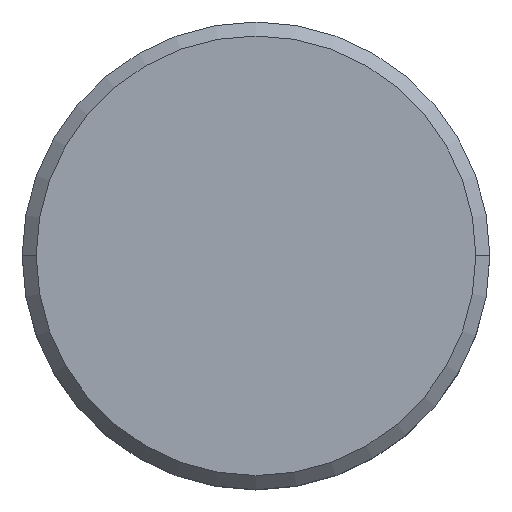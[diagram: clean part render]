
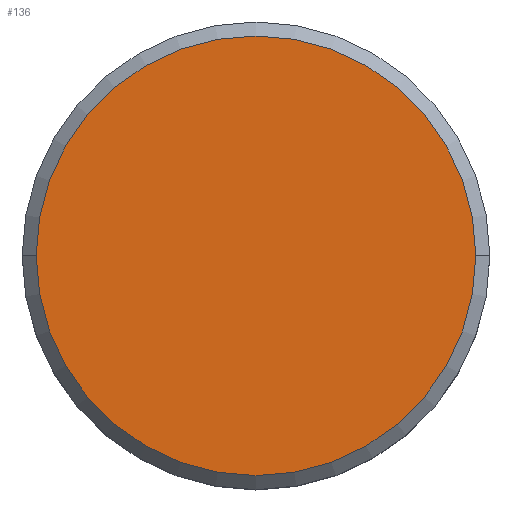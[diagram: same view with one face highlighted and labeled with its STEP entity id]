
A CAD part, top view. The second image highlights one B-rep face of the part: STEP entity #136.
In plain terms, the highlighted planar face has unit normal (0, 0, 1).
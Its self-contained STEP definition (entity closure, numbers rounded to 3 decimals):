
#36=CARTESIAN_POINT('',(0.,0.,4.5));
#37=DIRECTION('',(0.,0.,-1.));
#38=DIRECTION('',(1.,0.,0.));
#39=AXIS2_PLACEMENT_3D('',#36,#37,#38);
#45=CARTESIAN_POINT('',(0.,0.,4.5));
#46=DIRECTION('',(0.,0.,-1.));
#47=DIRECTION('',(-1.,0.,0.));
#48=AXIS2_PLACEMENT_3D('',#45,#46,#47);
#113=CARTESIAN_POINT('',(4.7,0.,4.5));
#114=CARTESIAN_POINT('',(-4.7,0.,4.5));
#115=VERTEX_POINT('',#113);
#116=VERTEX_POINT('',#114);
#125=CARTESIAN_POINT('',(0.,0.,4.5));
#126=DIRECTION('',(0.,0.,1.));
#127=DIRECTION('',(-1.,0.,0.));
#128=AXIS2_PLACEMENT_3D('',#125,#126,#127);
#129=PLANE('',#128);
#131=ORIENTED_EDGE('',*,*,#130,.T.);
#133=ORIENTED_EDGE('',*,*,#132,.T.);
#134=EDGE_LOOP('',(#131,#133));
#135=FACE_OUTER_BOUND('',#134,.F.);
#136=ADVANCED_FACE('',(#135),#129,.T.);
#40=CIRCLE('',#39,4.7);
#49=CIRCLE('',#48,4.7);
#130=EDGE_CURVE('',#115,#116,#40,.T.);
#132=EDGE_CURVE('',#116,#115,#49,.T.);
